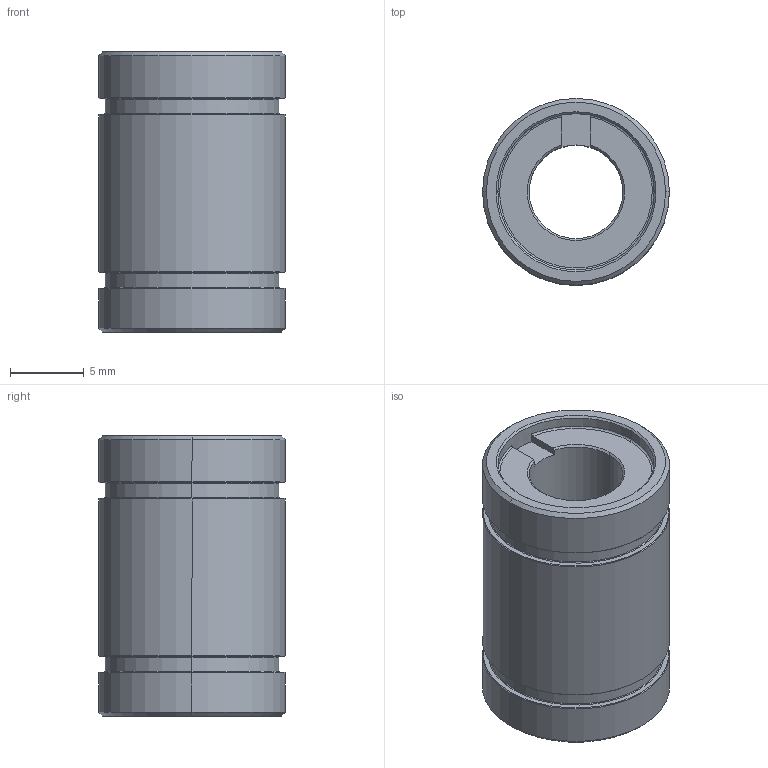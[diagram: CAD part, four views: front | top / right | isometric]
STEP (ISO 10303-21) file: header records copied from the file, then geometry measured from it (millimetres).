
FILE_DESCRIPTION (( 'STEP AP203' ), '1' );
FILE_NAME ('112005.stp', '2018-02-08T00:07:36', ( '' ), ( '' ), 'SwSTEP 2.0', 'SolidWorks 2012', '' );
FILE_SCHEMA (( 'CONFIG_CONTROL_DESIGN' ));
Length unit declared in the file: centimetre
Products named in the file (1): 112005
Bounding box: 12.69 x 12.69 x 19.05 mm (x, y, z)
Volume: 1655.5 mm3; surface area: 1388.7 mm2
Topology: 1 solids, 1 shells, 66 faces, 150 edges, 90 vertices
Faces by surface type: cone 22, cylinder 16, bspline 14, plane 14
Entity records: 2141 total; most frequent: CARTESIAN_POINT 631, DIRECTION 310, ORIENTED_EDGE 300, EDGE_CURVE 150, AXIS2_PLACEMENT_3D 129, VERTEX_POINT 90, CIRCLE 76, EDGE_LOOP 72
